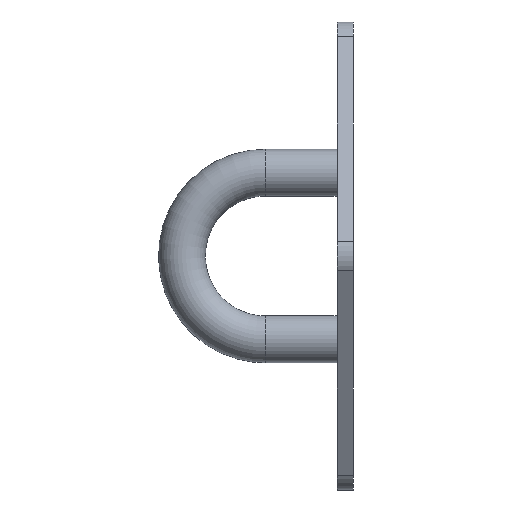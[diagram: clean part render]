
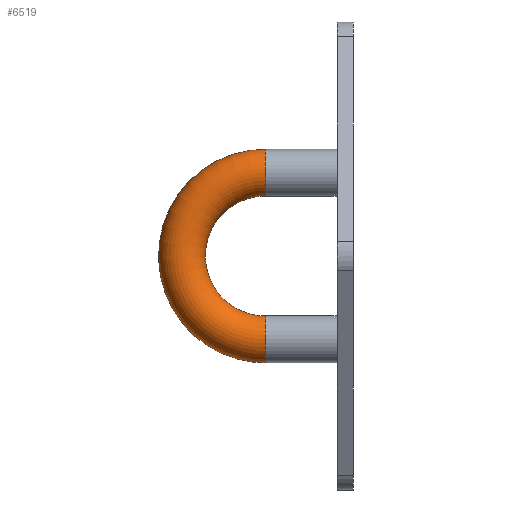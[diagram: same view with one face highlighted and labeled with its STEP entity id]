
A CAD part, left-side view. The second image highlights one B-rep face of the part: STEP entity #6519.
In plain terms, the highlighted toroidal (fillet/blend) face has major radius 14.25 mm and minor radius 4 mm.
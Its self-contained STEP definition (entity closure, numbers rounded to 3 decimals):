
#301 = ORIENTED_EDGE ( 'NONE', *, *, #11415, .T. ) ;
#664 = ORIENTED_EDGE ( 'NONE', *, *, #14188, .F. ) ;
#1469 = FACE_OUTER_BOUND ( 'NONE', #12869, .T. ) ;
#2941 = DIRECTION ( 'NONE',  ( 0., 1., 0. ) ) ;
#4027 = CARTESIAN_POINT ( 'NONE',  ( 0., 15.05, -14.25 ) ) ;
#4313 = DIRECTION ( 'NONE',  ( 0., 0., -1. ) ) ;
#4713 = EDGE_LOOP ( 'NONE', ( #301 ) ) ;
#5315 = DIRECTION ( 'NONE',  ( 0., -1., 0. ) ) ;
#6197 = FACE_OUTER_BOUND ( 'NONE', #4713, .T. ) ;
#6519 = ADVANCED_FACE ( 'NONE', ( #1469, #6197 ), #13064, .T. ) ;
#7185 = CARTESIAN_POINT ( 'NONE',  ( 0., 15.05, -10.25 ) ) ;
#7408 = DIRECTION ( 'NONE',  ( 0., 0., 1. ) ) ;
#8240 = CARTESIAN_POINT ( 'NONE',  ( 0., 15.05, 10.25 ) ) ;
#8805 = DIRECTION ( 'NONE',  ( 0., 0., 1. ) ) ;
#9146 = CIRCLE ( 'NONE', #9373, 4. ) ;
#9373 = AXIS2_PLACEMENT_3D ( 'NONE', #4027, #2941, #8805 ) ;
#9844 = VERTEX_POINT ( 'NONE', #8240 ) ;
#10320 = AXIS2_PLACEMENT_3D ( 'NONE', #14248, #14155, #7408 ) ;
#10884 = VERTEX_POINT ( 'NONE', #7185 ) ;
#11415 = EDGE_CURVE ( 'NONE', #10884, #10884, #9146, .T. ) ;
#11447 = AXIS2_PLACEMENT_3D ( 'NONE', #13241, #5315, #4313 ) ;
#12869 = EDGE_LOOP ( 'NONE', ( #664 ) ) ;
#13064 = TOROIDAL_SURFACE ( 'NONE', #10320, 14.25, 4. ) ;
#13241 = CARTESIAN_POINT ( 'NONE',  ( 0., 15.05, 14.25 ) ) ;
#13678 = CIRCLE ( 'NONE', #11447, 4. ) ;
#14155 = DIRECTION ( 'NONE',  ( -1., 0., 0. ) ) ;
#14188 = EDGE_CURVE ( 'NONE', #9844, #9844, #13678, .T. ) ;
#14248 = CARTESIAN_POINT ( 'NONE',  ( 0., 15.05, 0. ) ) ;
